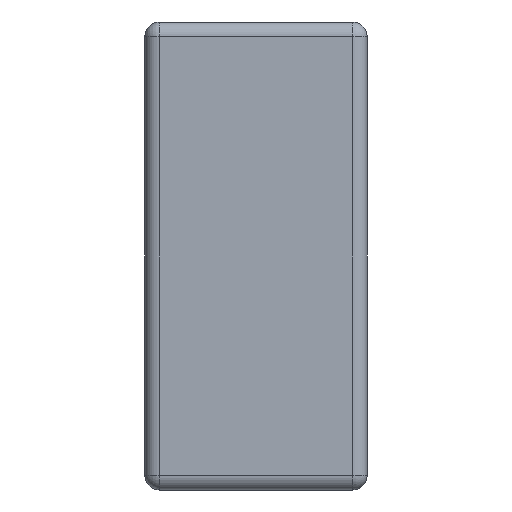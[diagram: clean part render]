
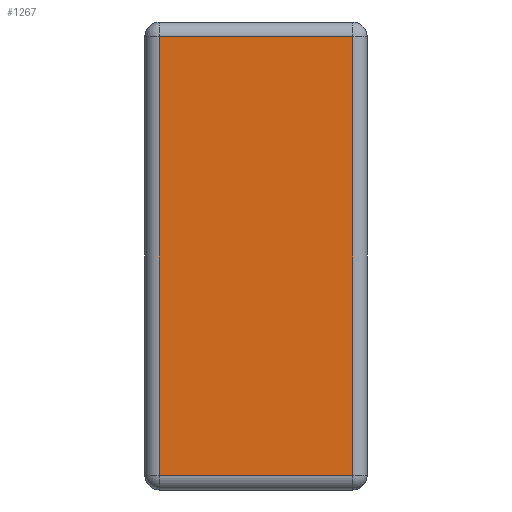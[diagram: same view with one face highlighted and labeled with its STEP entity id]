
A CAD part, left-side view. The second image highlights one B-rep face of the part: STEP entity #1267.
In plain terms, the highlighted planar face has unit normal (-1, 0, 0).
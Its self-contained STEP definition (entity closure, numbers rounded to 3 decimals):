
#299 = DIRECTION ( 'NONE',  ( 0., 0., 1. ) ) ;
#300 = VECTOR ( 'NONE', #299, 1000. ) ;
#301 = CARTESIAN_POINT ( 'NONE',  ( -1.65, 0.05, 0.8 ) ) ;
#302 = LINE ( 'NONE', #301, #300 ) ;
#304 = CARTESIAN_POINT ( 'NONE',  ( -1.65, 0.05, -0.75 ) ) ;
#305 = DIRECTION ( 'NONE',  ( 0., -1., 0. ) ) ;
#306 = VECTOR ( 'NONE', #305, 1000. ) ;
#307 = CARTESIAN_POINT ( 'NONE',  ( -1.65, 0.76, -0.75 ) ) ;
#308 = LINE ( 'NONE', #307, #306 ) ;
#309 = CARTESIAN_POINT ( 'NONE',  ( -1.65, 0.71, -0.75 ) ) ;
#360 = FACE_OUTER_BOUND ( 'NONE', #1268, .T. ) ;
#391 = DIRECTION ( 'NONE',  ( 0., 1., 0. ) ) ;
#392 = VECTOR ( 'NONE', #391, 1000. ) ;
#393 = CARTESIAN_POINT ( 'NONE',  ( -1.65, 0.76, 0.75 ) ) ;
#394 = LINE ( 'NONE', #393, #392 ) ;
#396 = DIRECTION ( 'NONE',  ( 0., 0., -1. ) ) ;
#397 = DIRECTION ( 'NONE',  ( 1., 0., 0. ) ) ;
#398 = CARTESIAN_POINT ( 'NONE',  ( -1.65, 0.76, 0.8 ) ) ;
#399 = AXIS2_PLACEMENT_3D ( 'NONE', #398, #397, #396 ) ;
#400 = PLANE ( 'NONE',  #399 ) ;
#586 = DIRECTION ( 'NONE',  ( 0., 0., -1. ) ) ;
#587 = VECTOR ( 'NONE', #586, 1000. ) ;
#588 = CARTESIAN_POINT ( 'NONE',  ( -1.65, 0.71, 0.8 ) ) ;
#589 = LINE ( 'NONE', #588, #587 ) ;
#590 = CARTESIAN_POINT ( 'NONE',  ( -1.65, 0.71, 0.75 ) ) ;
#591 = CARTESIAN_POINT ( 'NONE',  ( -1.65, 0.05, 0.75 ) ) ;
#1249 = VERTEX_POINT ( 'NONE', #309 ) ;
#1250 = ORIENTED_EDGE ( 'NONE', *, *, #1251, .T. ) ;
#1251 = EDGE_CURVE ( 'NONE', #1249, #1252, #308, .T. ) ;
#1252 = VERTEX_POINT ( 'NONE', #304 ) ;
#1253 = ORIENTED_EDGE ( 'NONE', *, *, #1254, .T. ) ;
#1254 = EDGE_CURVE ( 'NONE', #1252, #1323, #302, .T. ) ;
#1267 = ADVANCED_FACE ( 'NONE', ( #360 ), #400, .F. ) ;
#1268 = EDGE_LOOP ( 'NONE', ( #1269, #1325, #1250, #1253 ) ) ;
#1269 = ORIENTED_EDGE ( 'NONE', *, *, #1270, .T. ) ;
#1270 = EDGE_CURVE ( 'NONE', #1323, #1324, #394, .T. ) ;
#1323 = VERTEX_POINT ( 'NONE', #591 ) ;
#1324 = VERTEX_POINT ( 'NONE', #590 ) ;
#1325 = ORIENTED_EDGE ( 'NONE', *, *, #1326, .T. ) ;
#1326 = EDGE_CURVE ( 'NONE', #1324, #1249, #589, .T. ) ;
